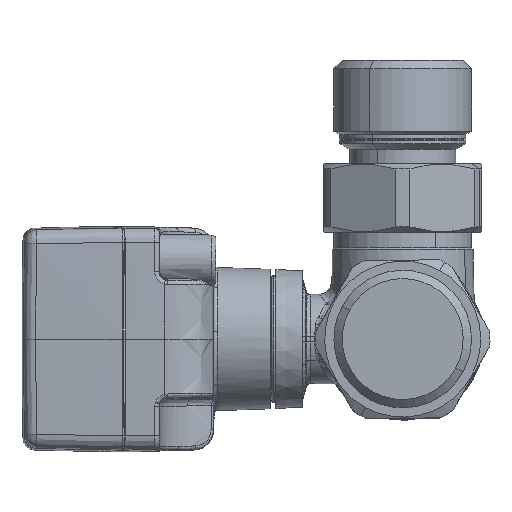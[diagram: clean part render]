
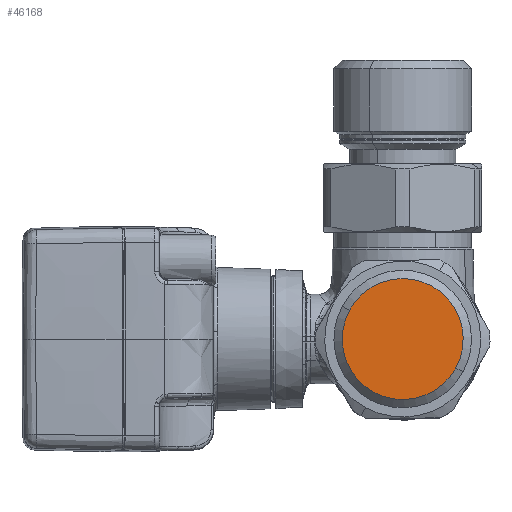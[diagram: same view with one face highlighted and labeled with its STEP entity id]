
A CAD part, left-side view. The second image highlights one B-rep face of the part: STEP entity #46168.
In plain terms, the highlighted planar face has unit normal (-1, 0, 0).
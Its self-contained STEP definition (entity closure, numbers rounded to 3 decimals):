
#46096=CARTESIAN_POINT('Vertex',(-72.,-12.795,-6.927)) ;
#46099=CARTESIAN_POINT('Axis2P3D Location',(-72.,0.,0.)) ;
#46103=CARTESIAN_POINT('Vertex',(-72.,12.795,6.927)) ;
#46123=CARTESIAN_POINT('Axis2P3D Location',(-72.,0.,0.)) ;
#46159=CARTESIAN_POINT('Axis2P3D Location',(-72.,-12.5,0.048)) ;
#46100=DIRECTION('Axis2P3D Direction',(1.,0.,0.)) ;
#46124=DIRECTION('Axis2P3D Direction',(1.,0.,0.)) ;
#46160=DIRECTION('Axis2P3D Direction',(1.,0.,0.)) ;
#46161=DIRECTION('Axis2P3D XDirection',(0.,0.004,1.)) ;
#46101=AXIS2_PLACEMENT_3D('Circle Axis2P3D',#46099,#46100,$) ;
#46125=AXIS2_PLACEMENT_3D('Circle Axis2P3D',#46123,#46124,$) ;
#46162=AXIS2_PLACEMENT_3D('Plane Axis2P3D',#46159,#46160,#46161) ;
#46102=CIRCLE('generated circle',#46101,14.55) ;
#46126=CIRCLE('generated circle',#46125,14.55) ;
#46163=PLANE('',#46162) ;
#46105=EDGE_CURVE('',#46097,#46104,#46102,.T.) ;
#46127=EDGE_CURVE('',#46104,#46097,#46126,.T.) ;
#46165=ORIENTED_EDGE('',*,*,#46127,.F.) ;
#46166=ORIENTED_EDGE('',*,*,#46105,.F.) ;
#46164=EDGE_LOOP('',(#46165,#46166)) ;
#46097=VERTEX_POINT('',#46096) ;
#46104=VERTEX_POINT('',#46103) ;
#46168=ADVANCED_FACE('PartBody',(#46167),#46163,.F.) ;
#46167=FACE_OUTER_BOUND('',#46164,.T.) ;
